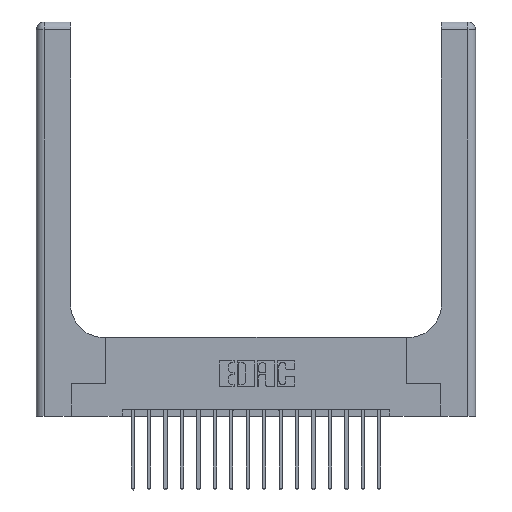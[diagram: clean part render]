
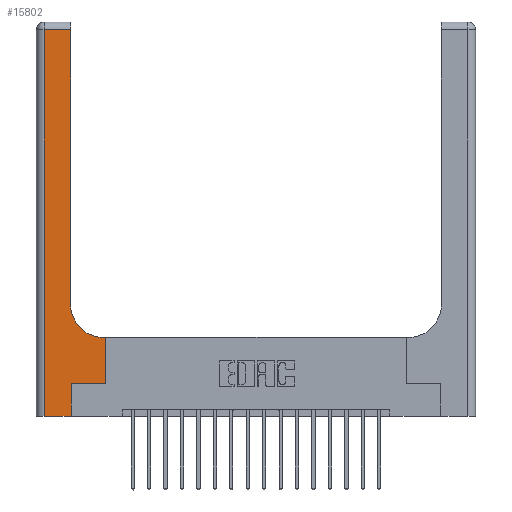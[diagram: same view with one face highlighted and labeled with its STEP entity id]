
A CAD part, top view. The second image highlights one B-rep face of the part: STEP entity #15802.
In plain terms, the highlighted planar face has unit normal (0, 0, 1).
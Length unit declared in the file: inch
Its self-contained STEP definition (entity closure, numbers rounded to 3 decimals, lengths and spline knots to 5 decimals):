
#70 = EDGE_CURVE ( 'NONE', #5797, #4773, #8889, .T. ) ;
#436 = DIRECTION ( 'NONE',  ( 1., 0., 0. ) ) ;
#443 = VECTOR ( 'NONE', #436, 39.37008 ) ;
#740 = EDGE_CURVE ( 'NONE', #8727, #17406, #9017, .T. ) ;
#958 = CARTESIAN_POINT ( 'NONE',  ( 0.528, 0.6, 0.37 ) ) ;
#1455 = VECTOR ( 'NONE', #13240, 39.37008 ) ;
#2375 = EDGE_CURVE ( 'NONE', #12300, #16337, #4385, .T. ) ;
#2994 = CARTESIAN_POINT ( 'NONE',  ( 0.26, 2.94, 0.37 ) ) ;
#3370 = CIRCLE ( 'NONE', #7693, 0.25 ) ;
#3997 = VECTOR ( 'NONE', #19090, 39.37008 ) ;
#4242 = DIRECTION ( 'NONE',  ( 0., -1., 0. ) ) ;
#4332 = ORIENTED_EDGE ( 'NONE', *, *, #740, .T. ) ;
#4385 = LINE ( 'NONE', #18347, #443 ) ;
#4773 = VERTEX_POINT ( 'NONE', #11201 ) ;
#4786 = DIRECTION ( 'NONE',  ( -1., 0., 0. ) ) ;
#4876 = VERTEX_POINT ( 'NONE', #958 ) ;
#5797 = VERTEX_POINT ( 'NONE', #2994 ) ;
#5848 = VECTOR ( 'NONE', #17544, 39.37008 ) ;
#5904 = ORIENTED_EDGE ( 'NONE', *, *, #11152, .T. ) ;
#5949 = CARTESIAN_POINT ( 'NONE',  ( 0.51, 0.6, 0.37 ) ) ;
#5956 = ORIENTED_EDGE ( 'NONE', *, *, #14992, .T. ) ;
#6034 = ORIENTED_EDGE ( 'NONE', *, *, #6469, .T. ) ;
#6469 = EDGE_CURVE ( 'NONE', #16532, #5797, #15561, .T. ) ;
#6872 = EDGE_CURVE ( 'NONE', #17406, #12300, #17192, .T. ) ;
#6898 = EDGE_CURVE ( 'NONE', #4773, #8727, #16481, .T. ) ;
#7063 = VERTEX_POINT ( 'NONE', #5949 ) ;
#7576 = CARTESIAN_POINT ( 'NONE',  ( 0.265, 0., 0.37 ) ) ;
#7693 = AXIS2_PLACEMENT_3D ( 'NONE', #17543, #11633, #17739 ) ;
#8345 = CARTESIAN_POINT ( 'NONE',  ( 0.265, 0., 0.37 ) ) ;
#8727 = VERTEX_POINT ( 'NONE', #14038 ) ;
#8826 = LINE ( 'NONE', #16032, #5848 ) ;
#8889 = LINE ( 'NONE', #18170, #15823 ) ;
#9017 = LINE ( 'NONE', #19108, #18316 ) ;
#9044 = ORIENTED_EDGE ( 'NONE', *, *, #2375, .T. ) ;
#9137 = DIRECTION ( 'NONE',  ( 0., 0., -1. ) ) ;
#9488 = CARTESIAN_POINT ( 'NONE',  ( 0.26, 0.85, 0.37 ) ) ;
#10056 = CARTESIAN_POINT ( 'NONE',  ( 0.265, 0.25, 0.37 ) ) ;
#10216 = DIRECTION ( 'NONE',  ( 1., 0., 0. ) ) ;
#10274 = CARTESIAN_POINT ( 'NONE',  ( 0.528, 0.25, 0.37 ) ) ;
#10277 = AXIS2_PLACEMENT_3D ( 'NONE', #18027, #9137, #13643 ) ;
#10310 = CARTESIAN_POINT ( 'NONE',  ( 0.26, 3., 0.37 ) ) ;
#11152 = EDGE_CURVE ( 'NONE', #16337, #4876, #14147, .T. ) ;
#11201 = CARTESIAN_POINT ( 'NONE',  ( 0.06, 2.94, 0.37 ) ) ;
#11581 = CARTESIAN_POINT ( 'NONE',  ( 0.06, 3., 0.37 ) ) ;
#11633 = DIRECTION ( 'NONE',  ( 0., 0., -1. ) ) ;
#12300 = VERTEX_POINT ( 'NONE', #10056 ) ;
#12534 = VECTOR ( 'NONE', #4242, 39.37008 ) ;
#12729 = EDGE_LOOP ( 'NONE', ( #6034, #15538, #14040, #4332, #14000, #9044, #5904, #5956, #15771 ) ) ;
#13240 = DIRECTION ( 'NONE',  ( 0., 1., 0. ) ) ;
#13640 = FACE_OUTER_BOUND ( 'NONE', #12729, .T. ) ;
#13643 = DIRECTION ( 'NONE',  ( -1., 0., 0. ) ) ;
#14000 = ORIENTED_EDGE ( 'NONE', *, *, #6872, .T. ) ;
#14038 = CARTESIAN_POINT ( 'NONE',  ( 0.06, 0., 0.37 ) ) ;
#14040 = ORIENTED_EDGE ( 'NONE', *, *, #6898, .T. ) ;
#14147 = LINE ( 'NONE', #10274, #1455 ) ;
#14922 = CARTESIAN_POINT ( 'NONE',  ( 0.528, 0.25, 0.37 ) ) ;
#14992 = EDGE_CURVE ( 'NONE', #4876, #7063, #8826, .T. ) ;
#15538 = ORIENTED_EDGE ( 'NONE', *, *, #70, .T. ) ;
#15561 = LINE ( 'NONE', #10310, #3997 ) ;
#15771 = ORIENTED_EDGE ( 'NONE', *, *, #18486, .T. ) ;
#15802 = ADVANCED_FACE ( 'NONE', ( #13640 ), #16523, .F. ) ;
#15823 = VECTOR ( 'NONE', #4786, 39.37008 ) ;
#16032 = CARTESIAN_POINT ( 'NONE',  ( 0.26, 0.6, 0.37 ) ) ;
#16337 = VERTEX_POINT ( 'NONE', #14922 ) ;
#16481 = LINE ( 'NONE', #11581, #12534 ) ;
#16523 = PLANE ( 'NONE',  #10277 ) ;
#16532 = VERTEX_POINT ( 'NONE', #9488 ) ;
#17192 = LINE ( 'NONE', #8345, #17886 ) ;
#17406 = VERTEX_POINT ( 'NONE', #7576 ) ;
#17543 = CARTESIAN_POINT ( 'NONE',  ( 0.51, 0.85, 0.37 ) ) ;
#17544 = DIRECTION ( 'NONE',  ( -1., 0., 0. ) ) ;
#17739 = DIRECTION ( 'NONE',  ( 1., 0., 0. ) ) ;
#17886 = VECTOR ( 'NONE', #19163, 39.37008 ) ;
#18027 = CARTESIAN_POINT ( 'NONE',  ( 0., 3., 0.37 ) ) ;
#18170 = CARTESIAN_POINT ( 'NONE',  ( 0., 2.94, 0.37 ) ) ;
#18316 = VECTOR ( 'NONE', #10216, 39.37008 ) ;
#18347 = CARTESIAN_POINT ( 'NONE',  ( 0.265, 0.25, 0.37 ) ) ;
#18486 = EDGE_CURVE ( 'NONE', #7063, #16532, #3370, .T. ) ;
#19090 = DIRECTION ( 'NONE',  ( 0., 1., 0. ) ) ;
#19108 = CARTESIAN_POINT ( 'NONE',  ( 0., 0., 0.37 ) ) ;
#19163 = DIRECTION ( 'NONE',  ( 0., 1., 0. ) ) ;
